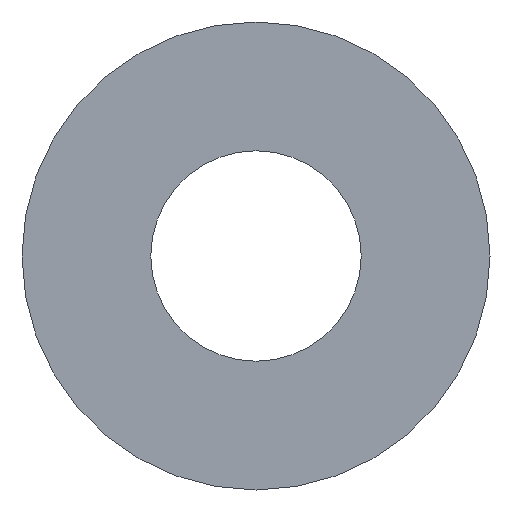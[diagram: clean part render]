
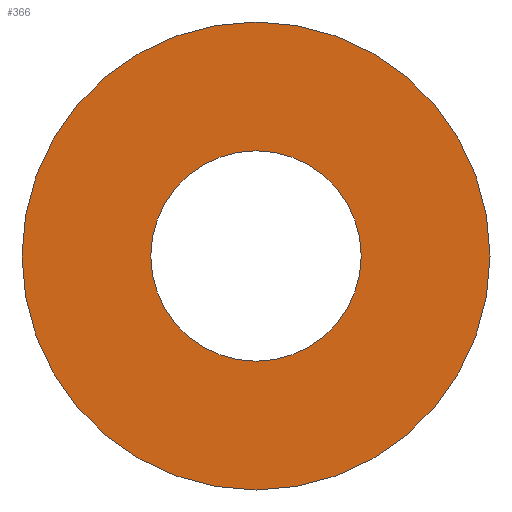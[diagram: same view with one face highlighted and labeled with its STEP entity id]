
A CAD part, front view. The second image highlights one B-rep face of the part: STEP entity #366.
In plain terms, the highlighted planar face has unit normal (0, -1, 0).
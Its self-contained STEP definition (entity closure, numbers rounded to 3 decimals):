
#2 = VERTEX_POINT ( 'NONE', #99 ) ;
#3 = DIRECTION ( 'NONE',  ( 0., 0., -1. ) ) ;
#9 = CARTESIAN_POINT ( 'NONE',  ( 0., 0., 0. ) ) ;
#11 = DIRECTION ( 'NONE',  ( 0., -1., 0. ) ) ;
#20 = DIRECTION ( 'NONE',  ( 0., 0., -1. ) ) ;
#30 = EDGE_LOOP ( 'NONE', ( #260, #94 ) ) ;
#44 = CARTESIAN_POINT ( 'NONE',  ( 0., 0., 0. ) ) ;
#68 = PLANE ( 'NONE',  #289 ) ;
#76 = CIRCLE ( 'NONE', #237, 2.78 ) ;
#94 = ORIENTED_EDGE ( 'NONE', *, *, #258, .T. ) ;
#99 = CARTESIAN_POINT ( 'NONE',  ( 0., 0., 2.78 ) ) ;
#105 = CARTESIAN_POINT ( 'NONE',  ( 0., 0., 0. ) ) ;
#124 = ORIENTED_EDGE ( 'NONE', *, *, #170, .F. ) ;
#127 = CARTESIAN_POINT ( 'NONE',  ( 0., 0., 0. ) ) ;
#131 = DIRECTION ( 'NONE',  ( 0., 0., -1. ) ) ;
#146 = VERTEX_POINT ( 'NONE', #157 ) ;
#149 = ORIENTED_EDGE ( 'NONE', *, *, #198, .F. ) ;
#152 = CIRCLE ( 'NONE', #174, 1.25 ) ;
#157 = CARTESIAN_POINT ( 'NONE',  ( 0., 0., -1.25 ) ) ;
#170 = EDGE_CURVE ( 'NONE', #244, #146, #369, .T. ) ;
#174 = AXIS2_PLACEMENT_3D ( 'NONE', #44, #11, #131 ) ;
#198 = EDGE_CURVE ( 'NONE', #146, #244, #152, .T. ) ;
#209 = FACE_BOUND ( 'NONE', #321, .T. ) ;
#237 = AXIS2_PLACEMENT_3D ( 'NONE', #261, #294, #3 ) ;
#244 = VERTEX_POINT ( 'NONE', #245 ) ;
#245 = CARTESIAN_POINT ( 'NONE',  ( 0., 0., 1.25 ) ) ;
#246 = DIRECTION ( 'NONE',  ( 0., 0., -1. ) ) ;
#248 = AXIS2_PLACEMENT_3D ( 'NONE', #105, #340, #314 ) ;
#258 = EDGE_CURVE ( 'NONE', #2, #355, #76, .T. ) ;
#260 = ORIENTED_EDGE ( 'NONE', *, *, #368, .T. ) ;
#261 = CARTESIAN_POINT ( 'NONE',  ( 0., 0., 0. ) ) ;
#286 = DIRECTION ( 'NONE',  ( 0., -1., 0. ) ) ;
#289 = AXIS2_PLACEMENT_3D ( 'NONE', #9, #286, #20 ) ;
#294 = DIRECTION ( 'NONE',  ( 0., -1., 0. ) ) ;
#305 = DIRECTION ( 'NONE',  ( 0., -1., 0. ) ) ;
#314 = DIRECTION ( 'NONE',  ( 0., 0., -1. ) ) ;
#321 = EDGE_LOOP ( 'NONE', ( #149, #124 ) ) ;
#322 = CARTESIAN_POINT ( 'NONE',  ( 0., 0., -2.78 ) ) ;
#326 = FACE_OUTER_BOUND ( 'NONE', #30, .T. ) ;
#340 = DIRECTION ( 'NONE',  ( 0., -1., 0. ) ) ;
#341 = AXIS2_PLACEMENT_3D ( 'NONE', #127, #305, #246 ) ;
#355 = VERTEX_POINT ( 'NONE', #322 ) ;
#366 = ADVANCED_FACE ( 'NONE', ( #209, #326 ), #68, .T. ) ;
#368 = EDGE_CURVE ( 'NONE', #355, #2, #375, .T. ) ;
#369 = CIRCLE ( 'NONE', #341, 1.25 ) ;
#375 = CIRCLE ( 'NONE', #248, 2.78 ) ;
